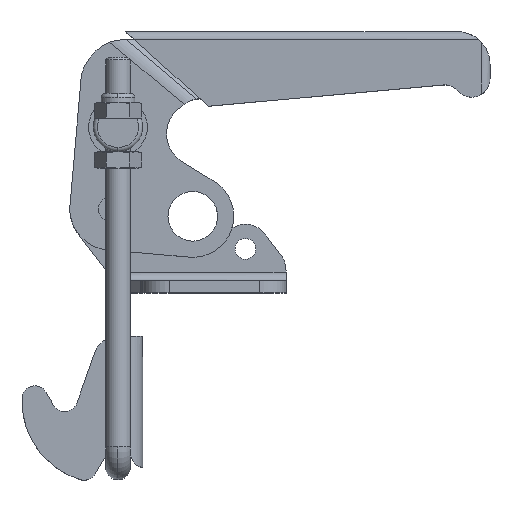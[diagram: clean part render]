
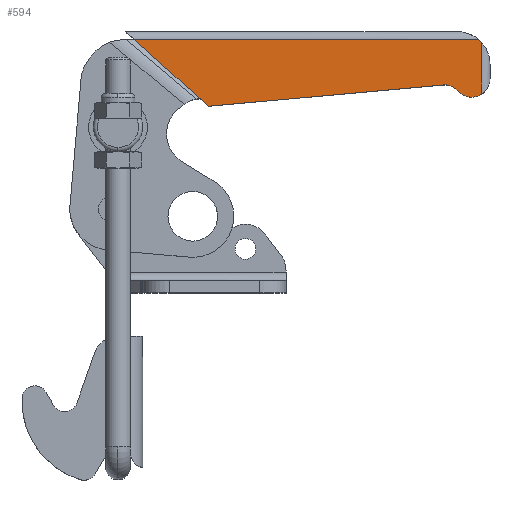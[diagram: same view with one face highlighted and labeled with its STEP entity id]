
A CAD part, top view. The second image highlights one B-rep face of the part: STEP entity #594.
In plain terms, the highlighted planar face has unit normal (0, 0, 1).
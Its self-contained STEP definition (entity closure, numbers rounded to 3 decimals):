
#594 = ADVANCED_FACE( '', ( #1302 ), #1303, .T. );
#1302 = FACE_OUTER_BOUND( '', #2021, .T. );
#1303 = PLANE( '', #2022 );
#2021 = EDGE_LOOP( '', ( #4689, #4690, #4691, #4692, #4693, #4694, #4695 ) );
#2022 = AXIS2_PLACEMENT_3D( '', #4696, #4697, #4698 );
#4689 = ORIENTED_EDGE( '', *, *, #5621, .T. );
#4690 = ORIENTED_EDGE( '', *, *, #5622, .T. );
#4691 = ORIENTED_EDGE( '', *, *, #5623, .T. );
#4692 = ORIENTED_EDGE( '', *, *, #5624, .T. );
#4693 = ORIENTED_EDGE( '', *, *, #5625, .T. );
#4694 = ORIENTED_EDGE( '', *, *, #5626, .T. );
#4695 = ORIENTED_EDGE( '', *, *, #5627, .T. );
#4696 = CARTESIAN_POINT( '', ( -1.64, 20.457, 5. ) );
#4697 = DIRECTION( '', ( 0., 0., 1. ) );
#4698 = DIRECTION( '', ( 1., 0., 0. ) );
#5621 = EDGE_CURVE( '', #7014, #7018, #7020, .T. );
#5622 = EDGE_CURVE( '', #7018, #7021, #7022, .T. );
#5623 = EDGE_CURVE( '', #7021, #7023, #7024, .T. );
#5624 = EDGE_CURVE( '', #7023, #7025, #7026, .T. );
#5625 = EDGE_CURVE( '', #7025, #7027, #7028, .T. );
#5626 = EDGE_CURVE( '', #7027, #7029, #7030, .T. );
#5627 = EDGE_CURVE( '', #7029, #7014, #7031, .T. );
#7014 = VERTEX_POINT( '', #10182 );
#7018 = VERTEX_POINT( '', #10202 );
#7020 = LINE( '', #10204, #10205 );
#7021 = VERTEX_POINT( '', #10206 );
#7022 = LINE( '', #10207, #10208 );
#7023 = VERTEX_POINT( '', #10209 );
#7024 = LINE( '', #10210, #10211 );
#7025 = VERTEX_POINT( '', #10212 );
#7026 = CIRCLE( '', #10213, 4. );
#7027 = VERTEX_POINT( '', #10214 );
#7028 = CIRCLE( '', #10215, 4.5 );
#7029 = VERTEX_POINT( '', #10216 );
#7030 = LINE( '', #10217, #10218 );
#7031 = CIRCLE( '', #10219, 8. );
#10182 = CARTESIAN_POINT( '', ( 88.165, 61.769, 5. ) );
#10202 = CARTESIAN_POINT( '', ( 4.158, 61.769, 5. ) );
#10204 = CARTESIAN_POINT( '', ( 45.406, 61.769, 5. ) );
#10205 = VECTOR( '', #11723, 1. );
#10206 = CARTESIAN_POINT( '', ( 22.155, 45.558, 5. ) );
#10207 = CARTESIAN_POINT( '', ( 1.938, 63.769, 5. ) );
#10208 = VECTOR( '', #11724, 1. );
#10209 = CARTESIAN_POINT( '', ( 79.537, 50.747, 5. ) );
#10210 = CARTESIAN_POINT( '', ( 22.155, 45.558, 5. ) );
#10211 = VECTOR( '', #11725, 1. );
#10212 = CARTESIAN_POINT( '', ( 82.945, 49.354, 5. ) );
#10213 = AXIS2_PLACEMENT_3D( '', #11726, #11727, #11728 );
#10214 = CARTESIAN_POINT( '', ( 88.873, 48.527, 5. ) );
#10215 = AXIS2_PLACEMENT_3D( '', #11729, #11730, #11731 );
#10216 = CARTESIAN_POINT( '', ( 88.873, 61.061, 5. ) );
#10217 = CARTESIAN_POINT( '', ( 88.873, 54.769, 5. ) );
#10218 = VECTOR( '', #11732, 1. );
#10219 = AXIS2_PLACEMENT_3D( '', #11733, #11734, #11735 );
#11723 = DIRECTION( '', ( -1., 0., 0. ) );
#11724 = DIRECTION( '', ( 0.743, -0.669, 0. ) );
#11725 = DIRECTION( '', ( 0.996, 0.09, 0. ) );
#11726 = CARTESIAN_POINT( '', ( 79.897, 46.763, 5. ) );
#11727 = DIRECTION( '', ( 0., 0., -1. ) );
#11728 = DIRECTION( '', ( -0.09, 0.996, 0. ) );
#11729 = CARTESIAN_POINT( '', ( 86.373, 52.269, 5. ) );
#11730 = DIRECTION( '', ( 0., 0., 1. ) );
#11731 = DIRECTION( '', ( -0.762, -0.648, 0. ) );
#11732 = DIRECTION( '', ( 0., 1., 0. ) );
#11733 = CARTESIAN_POINT( '', ( 82.873, 55.769, 5. ) );
#11734 = DIRECTION( '', ( 0., 0., 1. ) );
#11735 = DIRECTION( '', ( 1., 0., 0. ) );
